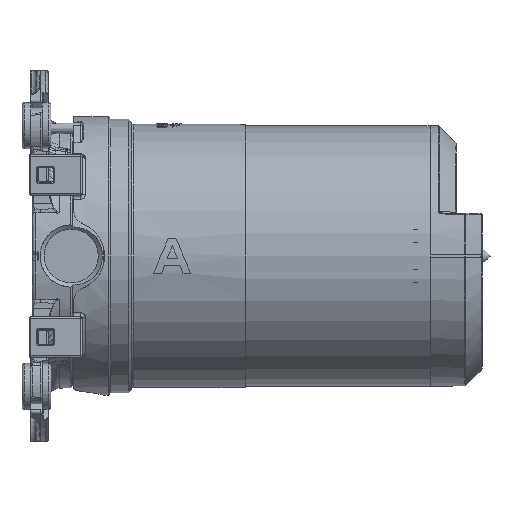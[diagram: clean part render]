
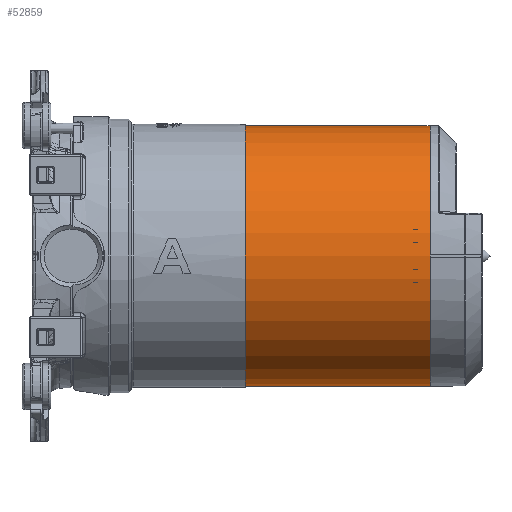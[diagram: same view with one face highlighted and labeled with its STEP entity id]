
A CAD part, front view. The second image highlights one B-rep face of the part: STEP entity #52859.
In plain terms, the highlighted cylindrical face has radius 45 mm (diameter 90 mm), a full revolution.
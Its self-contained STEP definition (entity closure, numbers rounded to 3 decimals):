
#17754=ORIENTED_EDGE('',*,*,#26375,.F.);
#17755=ORIENTED_EDGE('',*,*,#26374,.T.);
#26374=EDGE_CURVE('',#31237,#31237,#33574,.T.);
#26375=EDGE_CURVE('',#31238,#31238,#33575,.T.);
#31237=VERTEX_POINT('',#87802);
#31238=VERTEX_POINT('',#87805);
#33574=CIRCLE('',#56104,45.);
#33575=CIRCLE('',#56106,45.);
#35864=EDGE_LOOP('',(#17754));
#35865=EDGE_LOOP('',(#17755));
#38585=FACE_BOUND('',#35864,.T.);
#38586=FACE_BOUND('',#35865,.T.);
#39810=CYLINDRICAL_SURFACE('',#56105,45.);
#52859=ADVANCED_FACE('',(#38585,#38586),#39810,.T.);
#56104=AXIS2_PLACEMENT_3D('',#87801,#63706,#63707);
#56105=AXIS2_PLACEMENT_3D('',#87803,#63708,#63709);
#56106=AXIS2_PLACEMENT_3D('',#87804,#63710,#63711);
#63706=DIRECTION('',(1.,0.,0.));
#63707=DIRECTION('',(0.,0.,1.));
#63708=DIRECTION('',(1.,0.,0.));
#63709=DIRECTION('',(0.,0.,1.));
#63710=DIRECTION('',(1.,0.,0.));
#63711=DIRECTION('',(0.,0.,1.));
#87801=CARTESIAN_POINT('',(38.39,88.39,0.));
#87802=CARTESIAN_POINT('',(38.39,88.39,45.));
#87803=CARTESIAN_POINT('',(-30.31,88.39,0.));
#87804=CARTESIAN_POINT('',(102.19,88.39,0.));
#87805=CARTESIAN_POINT('',(102.19,88.39,45.));
